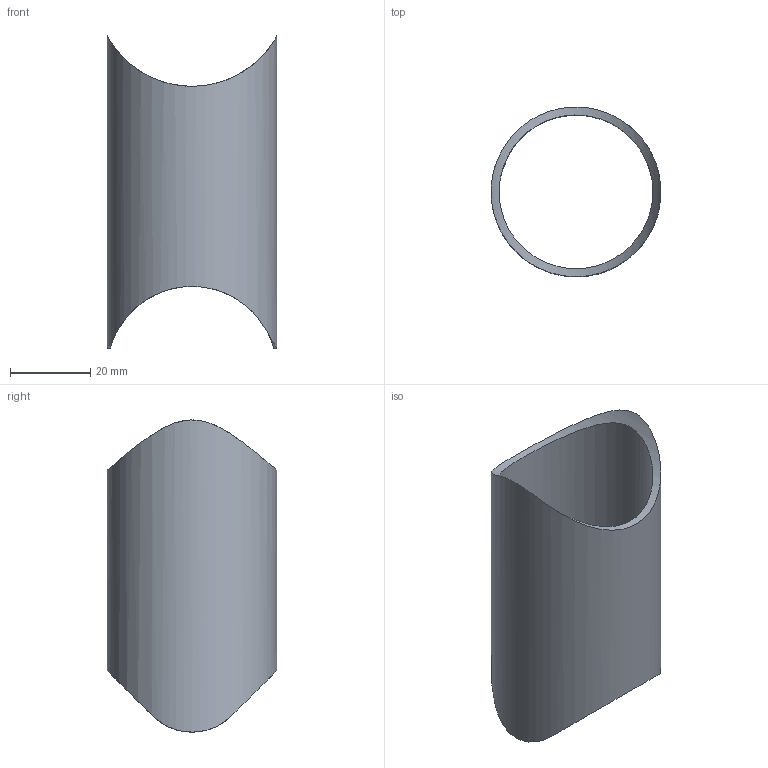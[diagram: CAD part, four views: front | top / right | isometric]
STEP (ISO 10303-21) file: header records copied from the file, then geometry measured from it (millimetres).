
FILE_DESCRIPTION (( 'STEP AP203' ), '1' );
FILE_NAME ('50453-240.step', '2022-07-13T08:36:24', ( '' ), ( '' ), 'SwSTEP 2.0', 'SolidWorks 2018', '' );
FILE_SCHEMA (( 'CONFIG_CONTROL_DESIGN' ));
Length unit declared in the file: millimetre
Products named in the file (1): 50453-240
Bounding box: 42.4 x 42.38 x 78 mm (x, y, z)
Volume: 15610.4 mm3; surface area: 16328.1 mm2
Topology: 1 solids, 1 shells, 280 faces, 759 edges, 506 vertices
Faces by surface type: plane 127, bspline 122, cylinder 31
Full cylindrical faces by diameter (mm): 38.4 x1, 42.4 x1
Entity records: 14014 total; most frequent: CARTESIAN_POINT 7697, ORIENTED_EDGE 1512, DIRECTION 913, EDGE_CURVE 756, VERTEX_POINT 505, VECTOR 367, LINE 367, EDGE_LOOP 309
